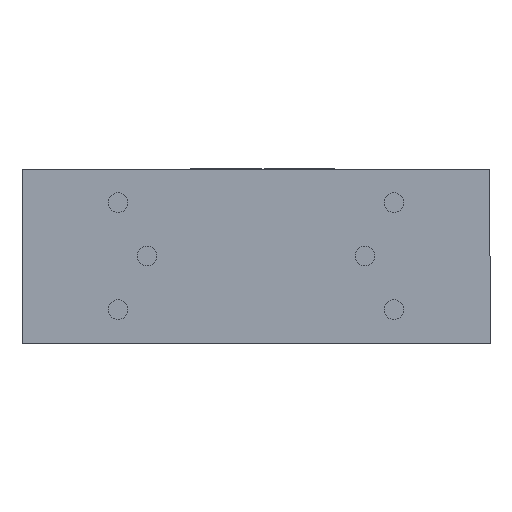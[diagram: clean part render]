
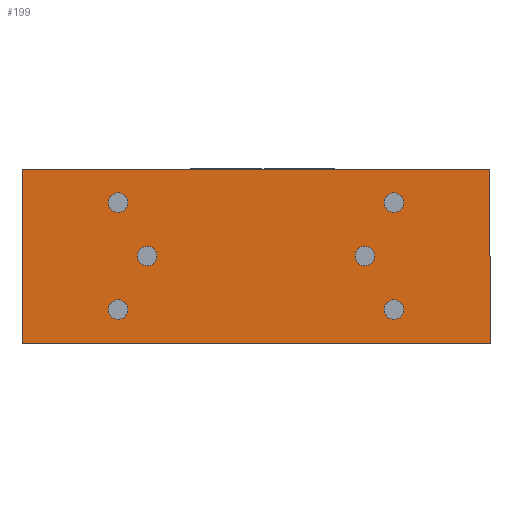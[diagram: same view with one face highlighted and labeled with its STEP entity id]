
A CAD part, front view. The second image highlights one B-rep face of the part: STEP entity #199.
In plain terms, the highlighted planar face has unit normal (0, -1, 0).
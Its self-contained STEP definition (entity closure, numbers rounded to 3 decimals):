
#44 = EDGE_LOOP ( 'NONE', ( #257, #6978 ) ) ;
#199 = ADVANCED_FACE ( 'NONE', ( #5469, #5112, #5546, #3963, #2781, #8272, #13492 ), #706, .F. ) ;
#228 = CARTESIAN_POINT ( 'NONE',  ( 7.56, -15.492, 7.63 ) ) ;
#249 = AXIS2_PLACEMENT_3D ( 'NONE', #12954, #6748, #494 ) ;
#257 = ORIENTED_EDGE ( 'NONE', *, *, #5889, .F. ) ;
#305 = EDGE_CURVE ( 'NONE', #11580, #11163, #4603, .T. ) ;
#344 = VECTOR ( 'NONE', #5336, 1000. ) ;
#358 = DIRECTION ( 'NONE',  ( 0., 0., 1. ) ) ;
#385 = DIRECTION ( 'NONE',  ( 0., 0., 1. ) ) ;
#494 = DIRECTION ( 'NONE',  ( 0., 0., 1. ) ) ;
#511 = ORIENTED_EDGE ( 'NONE', *, *, #1707, .F. ) ;
#585 = CARTESIAN_POINT ( 'NONE',  ( 5.867, -15.492, 5.08 ) ) ;
#654 = EDGE_CURVE ( 'NONE', #5561, #6929, #4498, .T. ) ;
#662 = VERTEX_POINT ( 'NONE', #6716 ) ;
#706 = PLANE ( 'NONE',  #4385 ) ;
#776 = CARTESIAN_POINT ( 'NONE',  ( 13.169, -15.492, 10.16 ) ) ;
#941 = VERTEX_POINT ( 'NONE', #2173 ) ;
#1138 = ORIENTED_EDGE ( 'NONE', *, *, #2675, .F. ) ;
#1234 = CARTESIAN_POINT ( 'NONE',  ( -14.136, -15.492, 10.16 ) ) ;
#1243 = AXIS2_PLACEMENT_3D ( 'NONE', #7860, #1583, #8928 ) ;
#1381 = CARTESIAN_POINT ( 'NONE',  ( 5.867, -15.492, 5.08 ) ) ;
#1416 = EDGE_CURVE ( 'NONE', #662, #11581, #6778, .T. ) ;
#1583 = DIRECTION ( 'NONE',  ( 0., -1., 0. ) ) ;
#1619 = DIRECTION ( 'NONE',  ( 0., 0., 1. ) ) ;
#1707 = EDGE_CURVE ( 'NONE', #11581, #662, #5114, .T. ) ;
#1794 = CARTESIAN_POINT ( 'NONE',  ( -14.136, -15.492, 0. ) ) ;
#1810 = CARTESIAN_POINT ( 'NONE',  ( 7.56, -15.492, 1.387 ) ) ;
#1963 = EDGE_CURVE ( 'NONE', #6684, #10182, #6229, .T. ) ;
#2015 = DIRECTION ( 'NONE',  ( 0., 0., 1. ) ) ;
#2173 = CARTESIAN_POINT ( 'NONE',  ( 13.169, -15.492, 10.16 ) ) ;
#2316 = VERTEX_POINT ( 'NONE', #7587 ) ;
#2405 = EDGE_CURVE ( 'NONE', #11163, #11580, #6543, .T. ) ;
#2406 = DIRECTION ( 'NONE',  ( 0., 0., 1. ) ) ;
#2489 = ORIENTED_EDGE ( 'NONE', *, *, #305, .F. ) ;
#2508 = ORIENTED_EDGE ( 'NONE', *, *, #3814, .F. ) ;
#2675 = EDGE_CURVE ( 'NONE', #4985, #2974, #4078, .T. ) ;
#2692 = DIRECTION ( 'NONE',  ( 0., -1., 0. ) ) ;
#2752 = EDGE_CURVE ( 'NONE', #2316, #941, #6547, .T. ) ;
#2781 = FACE_BOUND ( 'NONE', #12387, .T. ) ;
#2974 = VERTEX_POINT ( 'NONE', #4491 ) ;
#3182 = CIRCLE ( 'NONE', #10876, 0.572 ) ;
#3245 = AXIS2_PLACEMENT_3D ( 'NONE', #12836, #6634, #385 ) ;
#3466 = DIRECTION ( 'NONE',  ( 0., 1., 0. ) ) ;
#3612 = ORIENTED_EDGE ( 'NONE', *, *, #2752, .T. ) ;
#3739 = EDGE_LOOP ( 'NONE', ( #10438, #5442 ) ) ;
#3814 = EDGE_CURVE ( 'NONE', #10182, #6684, #3182, .T. ) ;
#3963 = FACE_OUTER_BOUND ( 'NONE', #6129, .T. ) ;
#3970 = CARTESIAN_POINT ( 'NONE',  ( -8.526, -15.492, 1.958 ) ) ;
#4006 = EDGE_CURVE ( 'NONE', #7290, #8470, #8762, .T. ) ;
#4078 = CIRCLE ( 'NONE', #249, 0.571 ) ;
#4130 = CIRCLE ( 'NONE', #12196, 0.571 ) ;
#4175 = AXIS2_PLACEMENT_3D ( 'NONE', #585, #7911, #1619 ) ;
#4180 = DIRECTION ( 'NONE',  ( 0., -1., 0. ) ) ;
#4185 = AXIS2_PLACEMENT_3D ( 'NONE', #10466, #4180, #11473 ) ;
#4337 = CARTESIAN_POINT ( 'NONE',  ( -8.526, -15.492, 2.53 ) ) ;
#4385 = AXIS2_PLACEMENT_3D ( 'NONE', #8089, #3466, #2015 ) ;
#4429 = VECTOR ( 'NONE', #12509, 1000. ) ;
#4491 = CARTESIAN_POINT ( 'NONE',  ( 7.56, -15.492, 2.53 ) ) ;
#4498 = LINE ( 'NONE', #1234, #5787 ) ;
#4603 = CIRCLE ( 'NONE', #8623, 0.571 ) ;
#4789 = AXIS2_PLACEMENT_3D ( 'NONE', #12813, #6604, #358 ) ;
#4875 = CARTESIAN_POINT ( 'NONE',  ( -6.833, -15.492, 5.652 ) ) ;
#4985 = VERTEX_POINT ( 'NONE', #1810 ) ;
#5024 = DIRECTION ( 'NONE',  ( 0., 0., 1. ) ) ;
#5112 = FACE_BOUND ( 'NONE', #12023, .T. ) ;
#5114 = CIRCLE ( 'NONE', #10235, 0.572 ) ;
#5241 = CARTESIAN_POINT ( 'NONE',  ( -0.483, -15.492, 10.16 ) ) ;
#5336 = DIRECTION ( 'NONE',  ( 1., 0., 0. ) ) ;
#5365 = CARTESIAN_POINT ( 'NONE',  ( -6.833, -15.492, 5.08 ) ) ;
#5366 = CARTESIAN_POINT ( 'NONE',  ( 7.56, -15.492, 8.773 ) ) ;
#5442 = ORIENTED_EDGE ( 'NONE', *, *, #9842, .F. ) ;
#5469 = FACE_BOUND ( 'NONE', #3739, .T. ) ;
#5546 = FACE_BOUND ( 'NONE', #8522, .T. ) ;
#5561 = VERTEX_POINT ( 'NONE', #1794 ) ;
#5787 = VECTOR ( 'NONE', #10650, 1000. ) ;
#5889 = EDGE_CURVE ( 'NONE', #8470, #7290, #9713, .T. ) ;
#6043 = DIRECTION ( 'NONE',  ( 0., -1., 0. ) ) ;
#6129 = EDGE_LOOP ( 'NONE', ( #3612, #11371, #6738, #8066 ) ) ;
#6140 = EDGE_CURVE ( 'NONE', #6929, #941, #12389, .T. ) ;
#6221 = EDGE_CURVE ( 'NONE', #5561, #2316, #12094, .T. ) ;
#6229 = CIRCLE ( 'NONE', #4789, 0.572 ) ;
#6416 = DIRECTION ( 'NONE',  ( 0., 0., 1. ) ) ;
#6543 = CIRCLE ( 'NONE', #10598, 0.571 ) ;
#6547 = LINE ( 'NONE', #776, #12099 ) ;
#6604 = DIRECTION ( 'NONE',  ( 0., -1., 0. ) ) ;
#6614 = VERTEX_POINT ( 'NONE', #8315 ) ;
#6634 = DIRECTION ( 'NONE',  ( 0., -1., 0. ) ) ;
#6684 = VERTEX_POINT ( 'NONE', #12533 ) ;
#6704 = ORIENTED_EDGE ( 'NONE', *, *, #1963, .F. ) ;
#6716 = CARTESIAN_POINT ( 'NONE',  ( 5.867, -15.492, 4.509 ) ) ;
#6738 = ORIENTED_EDGE ( 'NONE', *, *, #654, .F. ) ;
#6748 = DIRECTION ( 'NONE',  ( 0., -1., 0. ) ) ;
#6778 = CIRCLE ( 'NONE', #4175, 0.572 ) ;
#6907 = DIRECTION ( 'NONE',  ( 0., -1., 0. ) ) ;
#6929 = VERTEX_POINT ( 'NONE', #9109 ) ;
#6978 = ORIENTED_EDGE ( 'NONE', *, *, #4006, .F. ) ;
#7032 = CARTESIAN_POINT ( 'NONE',  ( 7.56, -15.492, 8.202 ) ) ;
#7134 = DIRECTION ( 'NONE',  ( 0., 0., 1. ) ) ;
#7290 = VERTEX_POINT ( 'NONE', #8361 ) ;
#7324 = ORIENTED_EDGE ( 'NONE', *, *, #1416, .F. ) ;
#7587 = CARTESIAN_POINT ( 'NONE',  ( 13.169, -15.492, 0. ) ) ;
#7860 = CARTESIAN_POINT ( 'NONE',  ( -8.526, -15.492, 8.202 ) ) ;
#7911 = DIRECTION ( 'NONE',  ( 0., -1., 0. ) ) ;
#8066 = ORIENTED_EDGE ( 'NONE', *, *, #6221, .T. ) ;
#8089 = CARTESIAN_POINT ( 'NONE',  ( -14.136, -15.492, 10.16 ) ) ;
#8094 = DIRECTION ( 'NONE',  ( 0., 0., 1. ) ) ;
#8206 = AXIS2_PLACEMENT_3D ( 'NONE', #12294, #6043, #13316 ) ;
#8272 = FACE_BOUND ( 'NONE', #44, .T. ) ;
#8315 = CARTESIAN_POINT ( 'NONE',  ( -8.526, -15.492, 1.387 ) ) ;
#8361 = CARTESIAN_POINT ( 'NONE',  ( -8.526, -15.492, 7.63 ) ) ;
#8470 = VERTEX_POINT ( 'NONE', #8479 ) ;
#8479 = CARTESIAN_POINT ( 'NONE',  ( -8.526, -15.492, 8.773 ) ) ;
#8480 = VERTEX_POINT ( 'NONE', #4337 ) ;
#8522 = EDGE_LOOP ( 'NONE', ( #511, #7324 ) ) ;
#8623 = AXIS2_PLACEMENT_3D ( 'NONE', #7032, #6907, #7134 ) ;
#8718 = DIRECTION ( 'NONE',  ( 0., -1., 0. ) ) ;
#8744 = EDGE_CURVE ( 'NONE', #2974, #4985, #10916, .T. ) ;
#8762 = CIRCLE ( 'NONE', #1243, 0.571 ) ;
#8827 = ORIENTED_EDGE ( 'NONE', *, *, #2405, .F. ) ;
#8928 = DIRECTION ( 'NONE',  ( 0., 0., 1. ) ) ;
#8981 = CARTESIAN_POINT ( 'NONE',  ( 7.56, -15.492, 8.202 ) ) ;
#9109 = CARTESIAN_POINT ( 'NONE',  ( -14.136, -15.492, 10.16 ) ) ;
#9504 = ORIENTED_EDGE ( 'NONE', *, *, #8744, .F. ) ;
#9543 = CARTESIAN_POINT ( 'NONE',  ( -0.483, -15.492, 0. ) ) ;
#9713 = CIRCLE ( 'NONE', #3245, 0.571 ) ;
#9842 = EDGE_CURVE ( 'NONE', #6614, #8480, #4130, .T. ) ;
#10024 = DIRECTION ( 'NONE',  ( 0., 0., 1. ) ) ;
#10182 = VERTEX_POINT ( 'NONE', #4875 ) ;
#10235 = AXIS2_PLACEMENT_3D ( 'NONE', #1381, #8718, #2406 ) ;
#10392 = EDGE_CURVE ( 'NONE', #8480, #6614, #12901, .T. ) ;
#10438 = ORIENTED_EDGE ( 'NONE', *, *, #10392, .F. ) ;
#10466 = CARTESIAN_POINT ( 'NONE',  ( -8.526, -15.492, 1.958 ) ) ;
#10598 = AXIS2_PLACEMENT_3D ( 'NONE', #8981, #2692, #10024 ) ;
#10650 = DIRECTION ( 'NONE',  ( 0., 0., 1. ) ) ;
#10876 = AXIS2_PLACEMENT_3D ( 'NONE', #5365, #12635, #6416 ) ;
#10916 = CIRCLE ( 'NONE', #8206, 0.571 ) ;
#11163 = VERTEX_POINT ( 'NONE', #228 ) ;
#11268 = DIRECTION ( 'NONE',  ( 0., -1., 0. ) ) ;
#11371 = ORIENTED_EDGE ( 'NONE', *, *, #6140, .F. ) ;
#11473 = DIRECTION ( 'NONE',  ( 0., 0., 1. ) ) ;
#11580 = VERTEX_POINT ( 'NONE', #5366 ) ;
#11581 = VERTEX_POINT ( 'NONE', #11603 ) ;
#11603 = CARTESIAN_POINT ( 'NONE',  ( 5.867, -15.492, 5.652 ) ) ;
#11750 = EDGE_LOOP ( 'NONE', ( #9504, #1138 ) ) ;
#12023 = EDGE_LOOP ( 'NONE', ( #2489, #8827 ) ) ;
#12094 = LINE ( 'NONE', #9543, #344 ) ;
#12099 = VECTOR ( 'NONE', #8094, 1000. ) ;
#12196 = AXIS2_PLACEMENT_3D ( 'NONE', #3970, #11268, #5024 ) ;
#12294 = CARTESIAN_POINT ( 'NONE',  ( 7.56, -15.492, 1.958 ) ) ;
#12387 = EDGE_LOOP ( 'NONE', ( #2508, #6704 ) ) ;
#12389 = LINE ( 'NONE', #5241, #4429 ) ;
#12509 = DIRECTION ( 'NONE',  ( 1., 0., 0. ) ) ;
#12533 = CARTESIAN_POINT ( 'NONE',  ( -6.833, -15.492, 4.509 ) ) ;
#12635 = DIRECTION ( 'NONE',  ( 0., -1., 0. ) ) ;
#12813 = CARTESIAN_POINT ( 'NONE',  ( -6.833, -15.492, 5.08 ) ) ;
#12836 = CARTESIAN_POINT ( 'NONE',  ( -8.526, -15.492, 8.202 ) ) ;
#12901 = CIRCLE ( 'NONE', #4185, 0.571 ) ;
#12954 = CARTESIAN_POINT ( 'NONE',  ( 7.56, -15.492, 1.958 ) ) ;
#13316 = DIRECTION ( 'NONE',  ( 0., 0., 1. ) ) ;
#13492 = FACE_BOUND ( 'NONE', #11750, .T. ) ;
